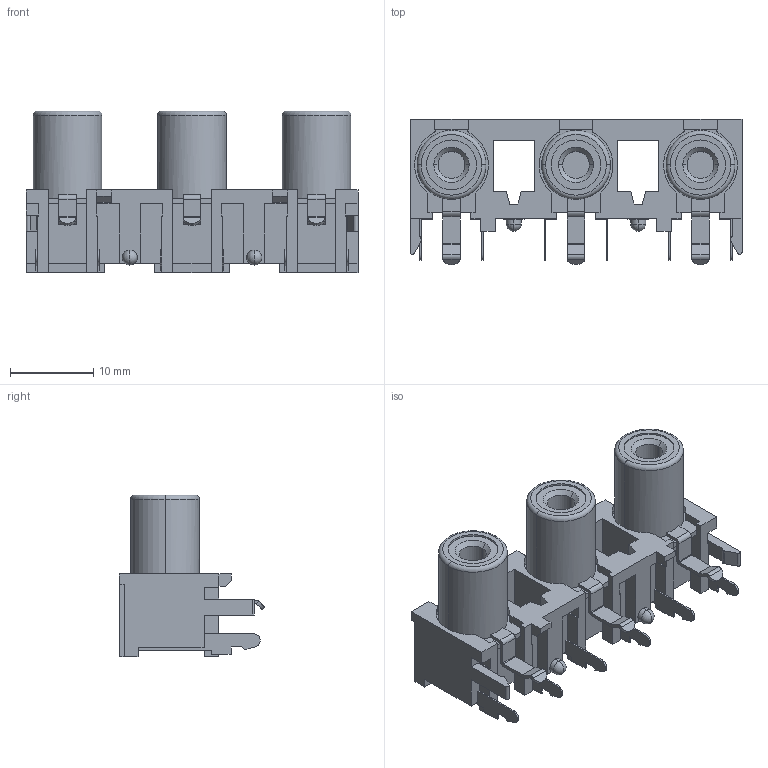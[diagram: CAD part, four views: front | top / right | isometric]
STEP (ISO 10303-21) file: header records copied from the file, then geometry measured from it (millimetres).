
FILE_DESCRIPTION (( 'STEP AP214' ), '1' );
FILE_NAME ('PJRAN3X1U03X.STEP', '2018-10-02T22:14:11', ( '' ), ( '' ), 'SwSTEP 2.0', 'SolidWorks 2017', '' );
FILE_SCHEMA (( 'AUTOMOTIVE_DESIGN' ));
Length unit declared in the file: millimetre
Products named in the file (1): PJRAN3X1U03X
Bounding box: 40 x 17.5 x 19.5 mm (x, y, z)
Volume: 4505.2 mm3; surface area: 5641.7 mm2
Topology: 13 solids, 13 shells, 407 faces, 1091 edges, 712 vertices
Faces by surface type: plane 292, cylinder 99, torus 6, cone 6, sphere 4
Entity records: 12773 total; most frequent: CARTESIAN_POINT 2271, ORIENTED_EDGE 2166, DIRECTION 2117, EDGE_CURVE 1083, VECTOR 841, LINE 841, VERTEX_POINT 708, AXIS2_PLACEMENT_3D 638
